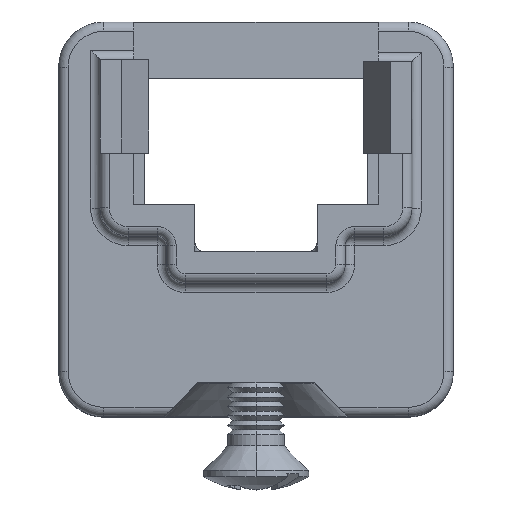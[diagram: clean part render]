
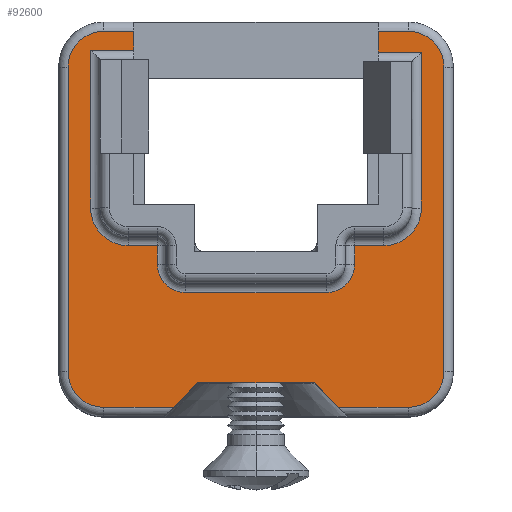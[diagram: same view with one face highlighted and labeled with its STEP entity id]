
A CAD part, top view. The second image highlights one B-rep face of the part: STEP entity #92600.
In plain terms, the highlighted planar face has unit normal (0, 0, 1).
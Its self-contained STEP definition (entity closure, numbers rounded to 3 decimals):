
#3640=CARTESIAN_POINT('',(38.147,58.955,-10.4));
#3650=VERTEX_POINT('',#3640);
#3700=CARTESIAN_POINT('',(0.,58.955,-10.4));
#3710=DIRECTION('',(1.,0.,0.));
#3720=VECTOR('',#3710,1.);
#3730=LINE('',#3700,#3720);
#3740=CARTESIAN_POINT('',(30.647,58.955,-10.4))
;
#3750=VERTEX_POINT('',#3740);
#3760=EDGE_CURVE('',#3750,#3650,#3730,.T.);
#5480=CARTESIAN_POINT('',(39.647,60.455,-10.4));
#5490=VERTEX_POINT('',#5480);
#5520=CARTESIAN_POINT('',(38.147,60.455,-10.4));
#5530=DIRECTION('',(0.,0.,1.));
#5540=DIRECTION('',(1.,0.,0.));
#5550=AXIS2_PLACEMENT_3D('',#5520,#5530,#5540);
#5560=CIRCLE('',#5550,1.5);
#5570=EDGE_CURVE('',#3650,#5490,#5560,.T.);
#7570=CARTESIAN_POINT('',(30.647,60.455,-10.4))
;
#7580=DIRECTION('',(0.,0.,1.));
#7590=DIRECTION('',(1.,0.,0.));
#7600=AXIS2_PLACEMENT_3D('',#7570,#7580,#7590);
#7610=CIRCLE('',#7600,1.5);
#7620=CARTESIAN_POINT('',(29.147,60.455,-10.4))
;
#7630=VERTEX_POINT('',#7620);
#7640=EDGE_CURVE('',#7630,#3750,#7610,.T.);
#15640=CARTESIAN_POINT('',(38.797,52.855,-10.4)
);
#15650=VERTEX_POINT('',#15640);
#15680=CARTESIAN_POINT('',(0.,52.855,-10.4));
#15690=DIRECTION('',(-1.,0.,0.));
#15700=VECTOR('',#15690,1.);
#15710=LINE('',#15680,#15700);
#15720=CARTESIAN_POINT('',(42.497,52.855,-10.4));
#15730=VERTEX_POINT('',#15720);
#15740=EDGE_CURVE('',#15730,#15650,#15710,.T.);
#16040=CARTESIAN_POINT('',(42.497,72.855,-10.4));
#16050=VERTEX_POINT('',#16040);
#16080=CARTESIAN_POINT('',(0.,72.855,-10.4));
#16090=DIRECTION('',(-1.,0.,0.));
#16100=VECTOR('',#16090,1.);
#16110=LINE('',#16080,#16100);
#16120=CARTESIAN_POINT('',(40.897,72.855,-10.4));
#16130=VERTEX_POINT('',#16120);
#16140=EDGE_CURVE('',#16050,#16130,#16110,.T.);
#16440=CARTESIAN_POINT('',(26.297,52.855,-10.4)
);
#16450=VERTEX_POINT('',#16440);
#16480=CARTESIAN_POINT('',(0.,52.855,-10.4));
#16490=DIRECTION('',(-1.,0.,0.));
#16500=VECTOR('',#16490,1.);
#16510=LINE('',#16480,#16500);
#16520=CARTESIAN_POINT('',(29.997,52.855,-10.4)
);
#16530=VERTEX_POINT('',#16520);
#16540=EDGE_CURVE('',#16530,#16450,#16510,.T.);
#16840=CARTESIAN_POINT('',(26.297,72.855,-10.4)
);
#16850=VERTEX_POINT('',#16840);
#16880=CARTESIAN_POINT('',(26.297,70.955,-10.4)
);
#16890=DIRECTION('',(0.,0.,-1.));
#16900=DIRECTION('',(-1.,0.,0.));
#16910=AXIS2_PLACEMENT_3D('',#16880,#16890,#16900);
#16920=CIRCLE('',#16910,1.9);
#16930=CARTESIAN_POINT('',(24.397,70.955,-10.4)
);
#16940=VERTEX_POINT('',#16930);
#16950=EDGE_CURVE('',#16940,#16850,#16920,.T.);
#17250=CARTESIAN_POINT('',(27.897,72.855,-10.4)
);
#17260=VERTEX_POINT('',#17250);
#17290=CARTESIAN_POINT('',(0.,72.855,-10.4));
#17300=DIRECTION('',(-1.,0.,0.));
#17310=VECTOR('',#17300,1.);
#17320=LINE('',#17290,#17310);
#17330=EDGE_CURVE('',#17260,#16850,#17320,.T.);
#42400=CARTESIAN_POINT('',(31.297,54.155,-10.4)
);
#42410=VERTEX_POINT('',#42400);
#42460=CARTESIAN_POINT('',(0.,54.155,-10.4));
#42470=DIRECTION('',(-1.,0.,0.));
#42480=VECTOR('',#42470,1.);
#42490=LINE('',#42460,#42480);
#42500=CARTESIAN_POINT('',(37.497,54.155,-10.4)
);
#42510=VERTEX_POINT('',#42500);
#42520=EDGE_CURVE('',#42510,#42410,#42490,.T.);
#43700=CARTESIAN_POINT('',(0.,22.858,-10.4));
#43710=DIRECTION('',(-0.707,-0.707,0.));
#43720=VECTOR('',#43710,1.);
#43730=LINE('',#43700,#43720);
#43740=EDGE_CURVE('',#42410,#16530,#43730,.T.);
#53830=CARTESIAN_POINT('',(27.597,61.455,-10.4)
);
#53840=VERTEX_POINT('',#53830);
#53870=CARTESIAN_POINT('',(27.597,63.455,-10.4)
);
#53880=DIRECTION('',(0.,0.,-1.));
#53890=DIRECTION('',(-1.,0.,0.));
#53900=AXIS2_PLACEMENT_3D('',#53870,#53880,#53890);
#53910=CIRCLE('',#53900,2.);
#53920=CARTESIAN_POINT('',(25.597,63.455,-10.4)
);
#53930=VERTEX_POINT('',#53920);
#53940=EDGE_CURVE('',#53840,#53930,#53910,.T.);
#82400=CARTESIAN_POINT('',(41.197,61.455,-10.4));
#82410=VERTEX_POINT('',#82400);
#82440=CARTESIAN_POINT('',(0.,61.455,-10.4));
#82450=DIRECTION('',(-1.,0.,0.));
#82460=VECTOR('',#82450,1.);
#82470=LINE('',#82440,#82460);
#82480=CARTESIAN_POINT('',(39.647,61.455,-10.4));
#82490=VERTEX_POINT('',#82480);
#82500=EDGE_CURVE('',#82410,#82490,#82470,.T.);
#85710=CARTESIAN_POINT('',(29.147,0.,-10.4));
#85720=DIRECTION('',(0.,1.,0.));
#85730=VECTOR('',#85720,1.);
#85740=LINE('',#85710,#85730);
#85750=CARTESIAN_POINT('',(29.147,61.455,-10.4)
);
#85760=VERTEX_POINT('',#85750);
#85770=EDGE_CURVE('',#7630,#85760,#85740,.T.);
#90190=CARTESIAN_POINT('',(27.897,71.855,
-10.4));
#90200=VERTEX_POINT('',#90190);
#90230=CARTESIAN_POINT('',(27.897,0.,-10.4));
#90240=DIRECTION('',(0.,-1.,0.));
#90250=VECTOR('',#90240,1.);
#90260=LINE('',#90230,#90250);
#90270=EDGE_CURVE('',#17260,#90200,#90260,.T.);
#91370=CARTESIAN_POINT('',(34.397,57.46,-10.4)
);
#91380=DIRECTION('',(0.,0.,1.));
#91390=DIRECTION('',(-1.,0.,0.));
#91400=AXIS2_PLACEMENT_3D('',#91370,#91380,#91390);
#91410=PLANE('',#91400);
#91420=CARTESIAN_POINT('',(25.597,0.,-10.4));
#91430=DIRECTION('',(0.,1.,0.));
#91440=VECTOR('',#91430,1.);
#91450=LINE('',#91420,#91440);
#91460=CARTESIAN_POINT('',(25.597,71.855,
-10.4));
#91470=VERTEX_POINT('',#91460);
#91480=EDGE_CURVE('',#53930,#91470,#91450,.T.);
#91490=ORIENTED_EDGE('',*,*,#91480,.T.);
#91500=ORIENTED_EDGE('',*,*,#53940,.T.);
#91510=CARTESIAN_POINT('',(0.,61.455,-10.4));
#91520=DIRECTION('',(-1.,0.,0.));
#91530=VECTOR('',#91520,1.);
#91540=LINE('',#91510,#91530);
#91550=EDGE_CURVE('',#85760,#53840,#91540,.T.);
#91560=ORIENTED_EDGE('',*,*,#91550,.T.);
#91570=ORIENTED_EDGE('',*,*,#85770,.T.);
#91580=ORIENTED_EDGE('',*,*,#7640,.F.);
#91590=ORIENTED_EDGE('',*,*,#3760,.F.);
#91600=ORIENTED_EDGE('',*,*,#5570,.F.);
#91610=CARTESIAN_POINT('',(39.647,0.,-10.4));
#91620=DIRECTION('',(0.,1.,0.));
#91630=VECTOR('',#91620,1.);
#91640=LINE('',#91610,#91630);
#91650=EDGE_CURVE('',#5490,#82490,#91640,.T.);
#91660=ORIENTED_EDGE('',*,*,#91650,.F.);
#91670=ORIENTED_EDGE('',*,*,#82500,.T.);
#91680=CARTESIAN_POINT('',(41.197,63.455,-10.4));
#91690=DIRECTION('',(0.,0.,-1.));
#91700=DIRECTION('',(-1.,0.,0.));
#91710=AXIS2_PLACEMENT_3D('',#91680,#91690,#91700);
#91720=CIRCLE('',#91710,2.);
#91730=CARTESIAN_POINT('',(43.197,63.455,-10.4));
#91740=VERTEX_POINT('',#91730);
#91750=EDGE_CURVE('',#91740,#82410,#91720,.T.);
#91760=ORIENTED_EDGE('',*,*,#91750,.T.);
#91770=CARTESIAN_POINT('',(43.197,0.,-10.4));
#91780=DIRECTION('',(0.,1.,0.));
#91790=VECTOR('',#91780,1.);
#91800=LINE('',#91770,#91790);
#91810=CARTESIAN_POINT('',(43.197,71.755,-10.4)
);
#91820=VERTEX_POINT('',#91810);
#91830=EDGE_CURVE('',#91740,#91820,#91800,.T.);
#91840=ORIENTED_EDGE('',*,*,#91830,.F.);
#91850=CARTESIAN_POINT('',(0.,71.755,-10.4));
#91860=DIRECTION('',(-1.,0.,0.));
#91870=VECTOR('',#91860,1.);
#91880=LINE('',#91850,#91870);
#91890=CARTESIAN_POINT('',(40.897,71.755,-10.4)
);
#91900=VERTEX_POINT('',#91890);
#91910=EDGE_CURVE('',#91820,#91900,#91880,.T.);
#91920=ORIENTED_EDGE('',*,*,#91910,.F.);
#91930=CARTESIAN_POINT('',(40.897,0.,-10.4));
#91940=DIRECTION('',(0.,-1.,0.));
#91950=VECTOR('',#91940,1.);
#91960=LINE('',#91930,#91950);
#91970=EDGE_CURVE('',#16130,#91900,#91960,.T.);
#91980=ORIENTED_EDGE('',*,*,#91970,.T.);
#91990=ORIENTED_EDGE('',*,*,#16140,.T.);
#92000=CARTESIAN_POINT('',(42.497,70.955,-10.4));
#92010=DIRECTION('',(0.,0.,1.));
#92020=DIRECTION('',(1.,0.,0.));
#92030=AXIS2_PLACEMENT_3D('',#92000,#92010,#92020);
#92040=CIRCLE('',#92030,1.9);
#92050=CARTESIAN_POINT('',(44.397,70.955,-10.4));
#92060=VERTEX_POINT('',#92050);
#92070=EDGE_CURVE('',#92060,#16050,#92040,.T.);
#92080=ORIENTED_EDGE('',*,*,#92070,.T.);
#92090=CARTESIAN_POINT('',(44.397,0.,-10.4));
#92100=DIRECTION('',(0.,1.,0.));
#92110=VECTOR('',#92100,1.);
#92120=LINE('',#92090,#92110);
#92130=CARTESIAN_POINT('',(44.397,54.755,-10.4));
#92140=VERTEX_POINT('',#92130);
#92150=EDGE_CURVE('',#92140,#92060,#92120,.T.);
#92160=ORIENTED_EDGE('',*,*,#92150,.T.);
#92170=CARTESIAN_POINT('',(42.497,54.755,-10.4));
#92180=DIRECTION('',(0.,0.,1.));
#92190=DIRECTION('',(1.,0.,0.));
#92200=AXIS2_PLACEMENT_3D('',#92170,#92180,#92190);
#92210=CIRCLE('',#92200,1.9);
#92220=EDGE_CURVE('',#15730,#92140,#92210,.T.);
#92230=ORIENTED_EDGE('',*,*,#92220,.T.);
#92240=ORIENTED_EDGE('',*,*,#15740,.F.);
#92250=CARTESIAN_POINT('',(0.,91.651,-10.4));
#92260=DIRECTION('',(0.707,-0.707,0.));
#92270=VECTOR('',#92260,1.);
#92280=LINE('',#92250,#92270);
#92290=EDGE_CURVE('',#42510,#15650,#92280,.T.);
#92300=ORIENTED_EDGE('',*,*,#92290,.T.);
#92310=ORIENTED_EDGE('',*,*,#42520,.F.);
#92320=ORIENTED_EDGE('',*,*,#43740,.F.);
#92330=ORIENTED_EDGE('',*,*,#16540,.F.);
#92340=CARTESIAN_POINT('',(26.297,54.755,-10.4)
);
#92350=DIRECTION('',(0.,0.,-1.));
#92360=DIRECTION('',(-1.,0.,0.));
#92370=AXIS2_PLACEMENT_3D('',#92340,#92350,#92360);
#92380=CIRCLE('',#92370,1.9);
#92390=CARTESIAN_POINT('',(24.397,54.755,-10.4)
);
#92400=VERTEX_POINT('',#92390);
#92410=EDGE_CURVE('',#16450,#92400,#92380,.T.);
#92420=ORIENTED_EDGE('',*,*,#92410,.F.);
#92430=CARTESIAN_POINT('',(24.397,0.,-10.4));
#92440=DIRECTION('',(0.,-1.,0.));
#92450=VECTOR('',#92440,1.);
#92460=LINE('',#92430,#92450);
#92470=EDGE_CURVE('',#16940,#92400,#92460,.T.);
#92480=ORIENTED_EDGE('',*,*,#92470,.T.);
#92490=ORIENTED_EDGE('',*,*,#16950,.F.);
#92500=ORIENTED_EDGE('',*,*,#17330,.T.);
#92510=ORIENTED_EDGE('',*,*,#90270,.F.);
#92520=CARTESIAN_POINT('',(0.,71.855,-10.4));
#92530=DIRECTION('',(1.,0.,0.));
#92540=VECTOR('',#92530,1.);
#92550=LINE('',#92520,#92540);
#92560=EDGE_CURVE('',#91470,#90200,#92550,.T.);
#92570=ORIENTED_EDGE('',*,*,#92560,.T.);
#92580=EDGE_LOOP('',(#92570,#92510,#92500,#92490,#92480,#92420,#92330,
#92320,#92310,#92300,#92240,#92230,#92160,#92080,#91990,#91980,#91920,
#91840,#91760,#91670,#91660,#91600,#91590,#91580,#91570,#91560,#91500,
#91490));
#92590=FACE_OUTER_BOUND('',#92580,.T.);
#92600=ADVANCED_FACE('',(#92590),#91410,.T.);
